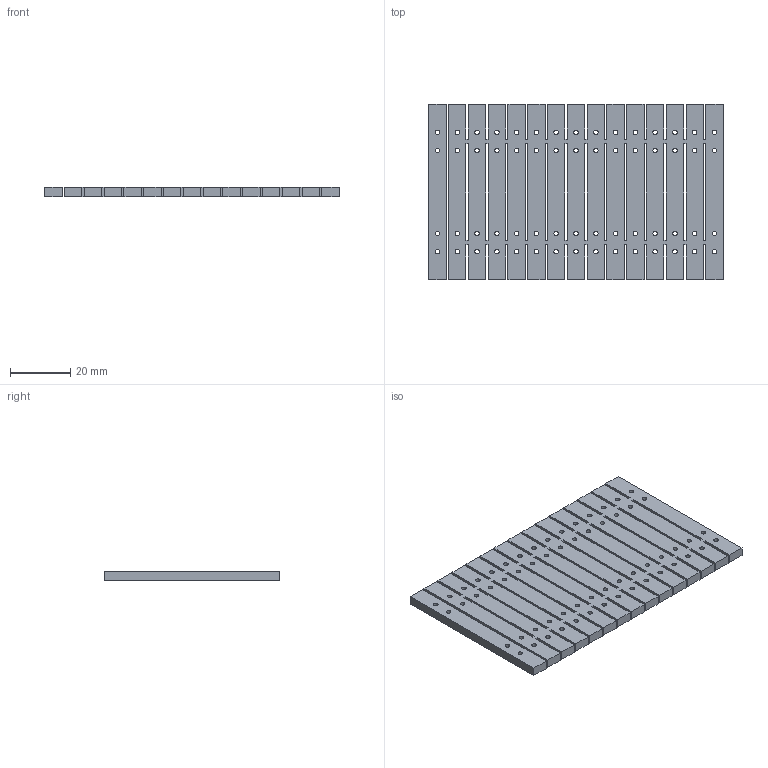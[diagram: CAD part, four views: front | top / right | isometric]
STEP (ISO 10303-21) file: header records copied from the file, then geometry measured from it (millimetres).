
FILE_DESCRIPTION(/* description */ (''),/* implementation_level */ '2;1');
FILE_NAME(/* name */ '0_Schwelleband_Holz_K_Modul_System_v2.step',/* time_stamp */ '2021-12-30T11:57:00+01:00',/* author */ (''),/* organization */ (''),/* preprocessor_version */ 'ST-DEVELOPER v18.1',/* originating_system */ 'Autodesk Translation Framework v10.10.0.1391',/* authorisation */ '');
FILE_SCHEMA (('AUTOMOTIVE_DESIGN { 1 0 10303 214 3 1 1 }'));
Length unit declared in the file: millimetre
Products named in the file (1): 0_Schwelleband_Holz_K_Modul
Bounding box: 97.45 x 58 x 3 mm (x, y, z)
Volume: 14776.8 mm3; surface area: 16343.3 mm2
Topology: 2 solids, 2 shells, 228 faces, 672 edges, 448 vertices
Faces by surface type: plane 168, cylinder 60
Full cylindrical faces by diameter (mm): 1.5 x60
Entity records: 7880 total; most frequent: CARTESIAN_POINT 1349, ORIENTED_EDGE 1344, DIRECTION 1250, EDGE_CURVE 672, LINE 552, VECTOR 552, VERTEX_POINT 448, EDGE_LOOP 374
